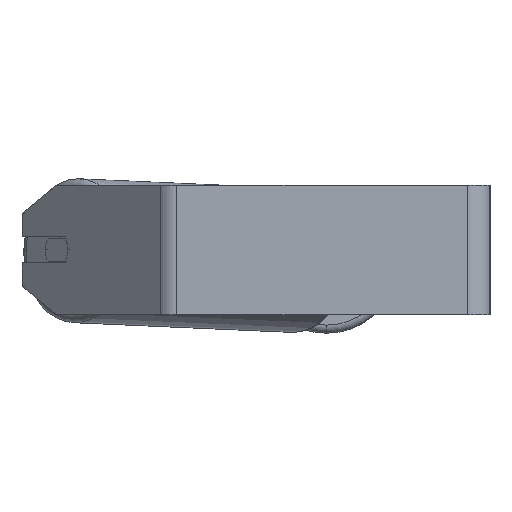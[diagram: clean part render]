
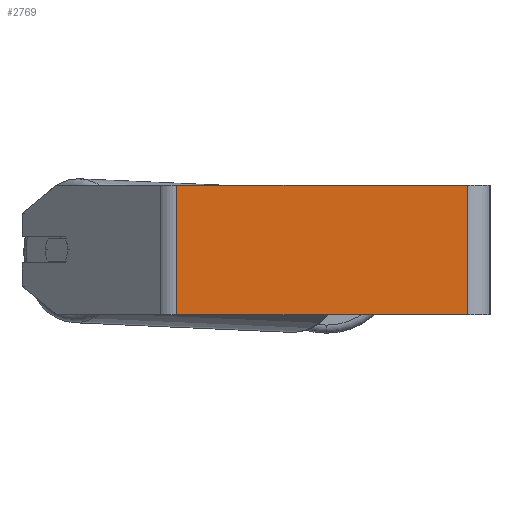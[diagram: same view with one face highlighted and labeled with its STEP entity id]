
A CAD part, left-side view. The second image highlights one B-rep face of the part: STEP entity #2769.
In plain terms, the highlighted planar face has unit normal (-1, 0, 0).
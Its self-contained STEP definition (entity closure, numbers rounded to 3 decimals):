
#261 = VECTOR ( 'NONE', #6962, 1000. ) ;
#333 = FACE_OUTER_BOUND ( 'NONE', #7845, .T. ) ;
#598 = ORIENTED_EDGE ( 'NONE', *, *, #3885, .F. ) ;
#621 = CARTESIAN_POINT ( 'NONE',  ( -360., 14., -40. ) ) ;
#1497 = VECTOR ( 'NONE', #6554, 1000. ) ;
#1568 = DIRECTION ( 'NONE',  ( 0., 0., -1. ) ) ;
#2079 = VERTEX_POINT ( 'NONE', #7221 ) ;
#2168 = CARTESIAN_POINT ( 'NONE',  ( -360., 199.269, 40. ) ) ;
#2292 = LINE ( 'NONE', #6003, #7998 ) ;
#2339 = VERTEX_POINT ( 'NONE', #4443 ) ;
#2435 = CARTESIAN_POINT ( 'NONE',  ( -360., 14., 40. ) ) ;
#2769 = ADVANCED_FACE ( 'NONE', ( #333 ), #5610, .F. ) ;
#3681 = VERTEX_POINT ( 'NONE', #2435 ) ;
#3875 = ORIENTED_EDGE ( 'NONE', *, *, #6070, .T. ) ;
#3885 = EDGE_CURVE ( 'NONE', #3681, #7995, #2292, .T. ) ;
#4027 = EDGE_CURVE ( 'NONE', #2339, #7995, #5090, .T. ) ;
#4443 = CARTESIAN_POINT ( 'NONE',  ( -360., 193.47, -40. ) ) ;
#4853 = ORIENTED_EDGE ( 'NONE', *, *, #5796, .F. ) ;
#4857 = DIRECTION ( 'NONE',  ( 1., 0., 0. ) ) ;
#5090 = LINE ( 'NONE', #7586, #261 ) ;
#5379 = CARTESIAN_POINT ( 'NONE',  ( -360., 193.47, 40. ) ) ;
#5610 = PLANE ( 'NONE',  #6762 ) ;
#5796 = EDGE_CURVE ( 'NONE', #2079, #3681, #6160, .T. ) ;
#6003 = CARTESIAN_POINT ( 'NONE',  ( -360., 14., 40. ) ) ;
#6070 = EDGE_CURVE ( 'NONE', #2079, #2339, #6110, .T. ) ;
#6110 = LINE ( 'NONE', #5379, #1497 ) ;
#6160 = LINE ( 'NONE', #8143, #7317 ) ;
#6554 = DIRECTION ( 'NONE',  ( 0., 0., -1. ) ) ;
#6762 = AXIS2_PLACEMENT_3D ( 'NONE', #2168, #4857, #8033 ) ;
#6791 = DIRECTION ( 'NONE',  ( 0., -1., 0. ) ) ;
#6962 = DIRECTION ( 'NONE',  ( 0., -1., 0. ) ) ;
#7221 = CARTESIAN_POINT ( 'NONE',  ( -360., 193.47, 40. ) ) ;
#7317 = VECTOR ( 'NONE', #6791, 1000. ) ;
#7586 = CARTESIAN_POINT ( 'NONE',  ( -360., 199.269, -40. ) ) ;
#7845 = EDGE_LOOP ( 'NONE', ( #7851, #598, #4853, #3875 ) ) ;
#7851 = ORIENTED_EDGE ( 'NONE', *, *, #4027, .T. ) ;
#7995 = VERTEX_POINT ( 'NONE', #621 ) ;
#7998 = VECTOR ( 'NONE', #1568, 1000. ) ;
#8033 = DIRECTION ( 'NONE',  ( 0., 0., -1. ) ) ;
#8143 = CARTESIAN_POINT ( 'NONE',  ( -360., 199.269, 40. ) ) ;
